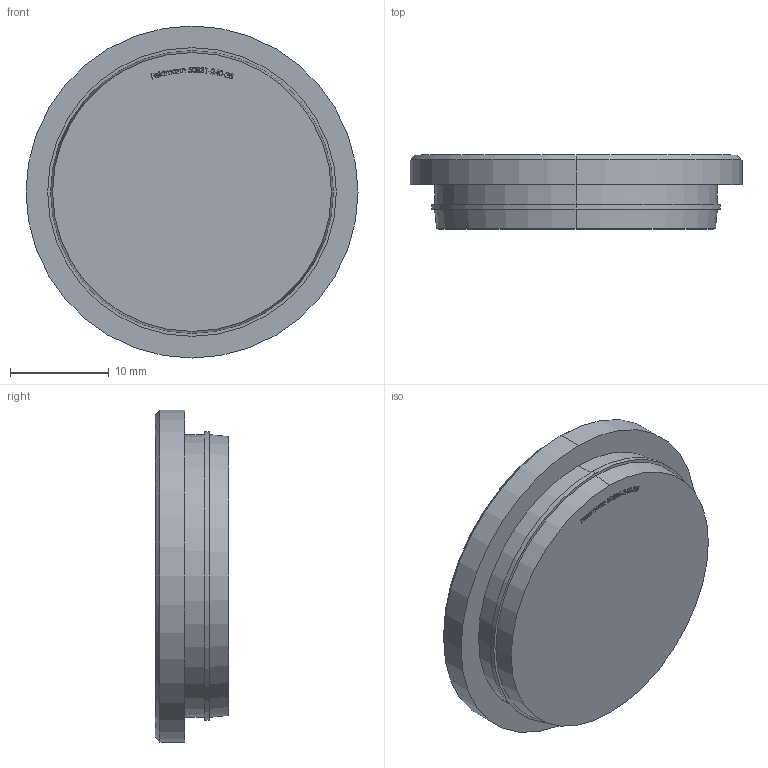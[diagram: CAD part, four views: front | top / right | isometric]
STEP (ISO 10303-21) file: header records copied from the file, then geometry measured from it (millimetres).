
FILE_DESCRIPTION (( 'STEP AP203' ), '1' );
FILE_NAME ('50831-240-25.step', '2018-11-29T13:40:30', ( '' ), ( '' ), 'SwSTEP 2.0', 'SolidWorks 2015', '' );
FILE_SCHEMA (( 'CONFIG_CONTROL_DESIGN' ));
Length unit declared in the file: millimetre
Products named in the file (1): 50831-240-25
Bounding box: 33.7 x 7.5 x 33.7 mm (x, y, z)
Volume: 5569.1 mm3; surface area: 2535.4 mm2
Topology: 1 solids, 1 shells, 276 faces, 727 edges, 484 vertices
Faces by surface type: plane 141, bspline 125, cylinder 6, cone 4
Entity records: 15528 total; most frequent: CARTESIAN_POINT 9461, ORIENTED_EDGE 1454, DIRECTION 799, EDGE_CURVE 727, VERTEX_POINT 484, LINE 459, VECTOR 459, EDGE_LOOP 307
